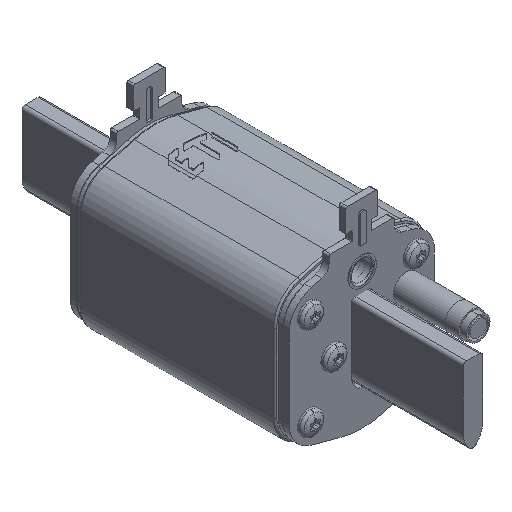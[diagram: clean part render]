
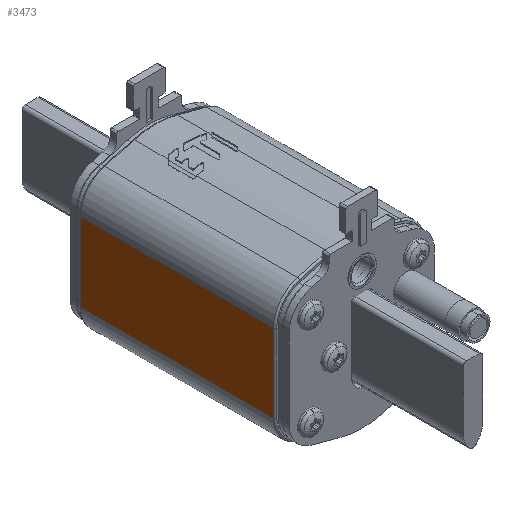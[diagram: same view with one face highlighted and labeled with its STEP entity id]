
A CAD part, isometric view. The second image highlights one B-rep face of the part: STEP entity #3473.
In plain terms, the highlighted face is planar.
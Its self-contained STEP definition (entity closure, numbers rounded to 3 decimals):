
#663=DIRECTION('',(1.,0.,0.));
#664=VECTOR('',#663,59.);
#665=CARTESIAN_POINT('',(-29.5,23.,12.));
#666=LINE('',#665,#664);
#670=DIRECTION('',(0.,0.,1.));
#671=VECTOR('',#670,24.);
#672=CARTESIAN_POINT('',(29.5,23.,-12.));
#673=LINE('',#672,#671);
#677=DIRECTION('',(0.,0.,-1.));
#678=VECTOR('',#677,24.);
#679=CARTESIAN_POINT('',(-29.5,23.,12.));
#680=LINE('',#679,#678);
#684=DIRECTION('',(1.,0.,0.));
#685=VECTOR('',#684,59.);
#686=CARTESIAN_POINT('',(-29.5,23.,-12.));
#687=LINE('',#686,#685);
#2518=CARTESIAN_POINT('',(29.5,23.,-12.));
#2519=VERTEX_POINT('',#2518);
#2522=CARTESIAN_POINT('',(29.5,23.,12.));
#2523=VERTEX_POINT('',#2522);
#2566=CARTESIAN_POINT('',(-29.5,23.,12.));
#2567=VERTEX_POINT('',#2566);
#2570=CARTESIAN_POINT('',(-29.5,23.,-12.));
#2571=VERTEX_POINT('',#2570);
#3461=CARTESIAN_POINT('',(-30.,23.,-12.));
#3462=DIRECTION('',(0.,1.,0.));
#3463=DIRECTION('',(0.,0.,1.));
#3464=AXIS2_PLACEMENT_3D('',#3461,#3462,#3463);
#3465=PLANE('',#3464);
#3466=ORIENTED_EDGE('',*,*,#3244,.T.);
#3467=ORIENTED_EDGE('',*,*,#3449,.F.);
#3468=ORIENTED_EDGE('',*,*,#2905,.T.);
#3470=ORIENTED_EDGE('',*,*,#3469,.T.);
#3471=EDGE_LOOP('',(#3466,#3467,#3468,#3470));
#3472=FACE_OUTER_BOUND('',#3471,.F.);
#2905=EDGE_CURVE('',#2567,#2571,#680,.T.);
#3244=EDGE_CURVE('',#2519,#2523,#673,.T.);
#3449=EDGE_CURVE('',#2567,#2523,#666,.T.);
#3469=EDGE_CURVE('',#2571,#2519,#687,.T.);
#3473=ADVANCED_FACE('',(#3472),#3465,.T.);
